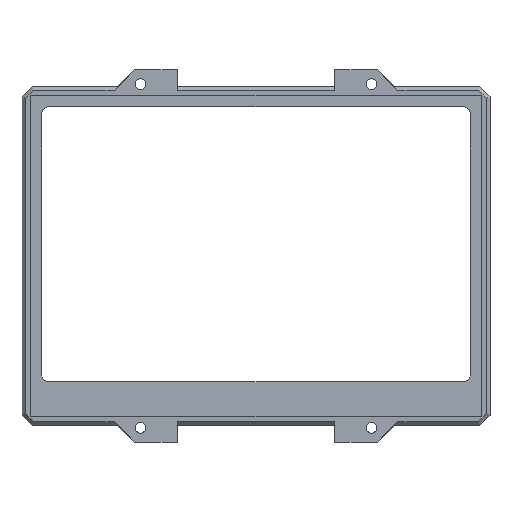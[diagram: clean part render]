
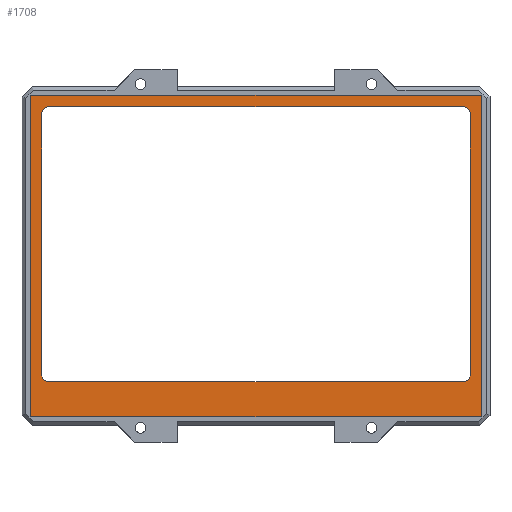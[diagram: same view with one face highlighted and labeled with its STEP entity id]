
A CAD part, top view. The second image highlights one B-rep face of the part: STEP entity #1708.
In plain terms, the highlighted planar face has unit normal (0, 0, 1).
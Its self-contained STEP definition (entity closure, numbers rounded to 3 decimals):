
#29=FACE_BOUND('',#294,.T.);
#50=CIRCLE('',#1728,1.);
#51=CIRCLE('',#1731,1.);
#72=CIRCLE('',#1830,1.);
#73=CIRCLE('',#1833,1.);
#180=FACE_OUTER_BOUND('',#293,.T.);
#293=EDGE_LOOP('',(#1519,#1520,#1521,#1522));
#294=EDGE_LOOP('',(#1523,#1524,#1525,#1526,#1527,#1528,#1529,#1530));
#314=LINE('',#2364,#514);
#317=LINE('',#2372,#517);
#471=LINE('',#2727,#671);
#475=LINE('',#2734,#675);
#478=LINE('',#2740,#678);
#480=LINE('',#2743,#680);
#489=LINE('',#2761,#689);
#491=LINE('',#2767,#691);
#514=VECTOR('',#1901,10.);
#517=VECTOR('',#1910,10.);
#671=VECTOR('',#2248,10.);
#675=VECTOR('',#2254,10.);
#678=VECTOR('',#2259,10.);
#680=VECTOR('',#2263,10.);
#689=VECTOR('',#2280,10.);
#691=VECTOR('',#2288,10.);
#711=VERTEX_POINT('',#2356);
#712=VERTEX_POINT('',#2358);
#713=VERTEX_POINT('',#2362);
#714=VERTEX_POINT('',#2366);
#715=VERTEX_POINT('',#2370);
#823=VERTEX_POINT('',#2724);
#824=VERTEX_POINT('',#2726);
#826=VERTEX_POINT('',#2732);
#828=VERTEX_POINT('',#2738);
#832=VERTEX_POINT('',#2755);
#833=VERTEX_POINT('',#2759);
#834=VERTEX_POINT('',#2763);
#860=EDGE_CURVE('',#711,#712,#50,.T.);
#863=EDGE_CURVE('',#713,#711,#314,.T.);
#865=EDGE_CURVE('',#714,#713,#51,.T.);
#867=EDGE_CURVE('',#715,#714,#317,.T.);
#1041=EDGE_CURVE('',#824,#823,#471,.T.);
#1045=EDGE_CURVE('',#823,#826,#475,.T.);
#1048=EDGE_CURVE('',#826,#828,#478,.T.);
#1050=EDGE_CURVE('',#828,#824,#480,.T.);
#1058=EDGE_CURVE('',#832,#715,#72,.T.);
#1060=EDGE_CURVE('',#833,#832,#489,.T.);
#1062=EDGE_CURVE('',#834,#833,#73,.T.);
#1063=EDGE_CURVE('',#712,#834,#491,.T.);
#1519=ORIENTED_EDGE('',*,*,#1041,.T.);
#1520=ORIENTED_EDGE('',*,*,#1045,.T.);
#1521=ORIENTED_EDGE('',*,*,#1048,.T.);
#1522=ORIENTED_EDGE('',*,*,#1050,.T.);
#1523=ORIENTED_EDGE('',*,*,#865,.F.);
#1524=ORIENTED_EDGE('',*,*,#867,.F.);
#1525=ORIENTED_EDGE('',*,*,#1058,.F.);
#1526=ORIENTED_EDGE('',*,*,#1060,.F.);
#1527=ORIENTED_EDGE('',*,*,#1062,.F.);
#1528=ORIENTED_EDGE('',*,*,#1063,.F.);
#1529=ORIENTED_EDGE('',*,*,#860,.F.);
#1530=ORIENTED_EDGE('',*,*,#863,.F.);
#1609=PLANE('',#1841);
#1708=ADVANCED_FACE('',(#180,#29),#1609,.F.);
#1728=AXIS2_PLACEMENT_3D('',#2359,#1895,#1896);
#1731=AXIS2_PLACEMENT_3D('',#2368,#1905,#1906);
#1830=AXIS2_PLACEMENT_3D('',#2757,#2275,#2276);
#1833=AXIS2_PLACEMENT_3D('',#2765,#2284,#2285);
#1841=AXIS2_PLACEMENT_3D('',#2777,#2304,#2305);
#1895=DIRECTION('center_axis',(0.,0.,1.));
#1896=DIRECTION('ref_axis',(-1.,0.,0.));
#1901=DIRECTION('',(-1.,0.,0.));
#1905=DIRECTION('center_axis',(0.,0.,1.));
#1906=DIRECTION('ref_axis',(0.,1.,0.));
#1910=DIRECTION('',(0.,1.,0.));
#2248=DIRECTION('',(-1.,0.,0.));
#2254=DIRECTION('',(0.,-1.,0.));
#2259=DIRECTION('',(1.,0.,0.));
#2263=DIRECTION('',(0.,1.,0.));
#2275=DIRECTION('center_axis',(0.,0.,1.));
#2276=DIRECTION('ref_axis',(1.,0.,0.));
#2280=DIRECTION('',(1.,0.,0.));
#2284=DIRECTION('center_axis',(0.,0.,1.));
#2285=DIRECTION('ref_axis',(0.,-1.,0.));
#2288=DIRECTION('',(0.,-1.,0.));
#2304=DIRECTION('center_axis',(0.,0.,-1.));
#2305=DIRECTION('ref_axis',(1.,0.,0.));
#2356=CARTESIAN_POINT('',(68.24,-44.38,-1.6));
#2358=CARTESIAN_POINT('',(67.24,-45.38,-1.6));
#2359=CARTESIAN_POINT('Origin',(68.24,-45.38,-1.6));
#2362=CARTESIAN_POINT('',(126.578,-44.38,-1.6));
#2364=CARTESIAN_POINT('',(126.578,-44.38,-1.6));
#2366=CARTESIAN_POINT('',(127.578,-45.38,-1.6));
#2368=CARTESIAN_POINT('Origin',(126.578,-45.38,-1.6));
#2370=CARTESIAN_POINT('',(127.578,-82.13,-1.6));
#2372=CARTESIAN_POINT('',(127.578,-82.13,-1.6));
#2724=CARTESIAN_POINT('',(65.64,-42.78,-1.6));
#2726=CARTESIAN_POINT('',(129.178,-42.78,-1.6));
#2727=CARTESIAN_POINT('',(81.525,-42.78,-1.6));
#2732=CARTESIAN_POINT('',(65.64,-88.03,-1.6));
#2734=CARTESIAN_POINT('',(65.64,-76.718,-1.6));
#2738=CARTESIAN_POINT('',(129.178,-88.03,-1.6));
#2740=CARTESIAN_POINT('',(113.294,-88.03,-1.6));
#2743=CARTESIAN_POINT('',(129.178,-54.093,-1.6));
#2755=CARTESIAN_POINT('',(126.578,-83.13,-1.6));
#2757=CARTESIAN_POINT('Origin',(126.578,-82.13,-1.6));
#2759=CARTESIAN_POINT('',(68.24,-83.13,-1.6));
#2761=CARTESIAN_POINT('',(68.24,-83.13,-1.6));
#2763=CARTESIAN_POINT('',(67.24,-82.13,-1.6));
#2765=CARTESIAN_POINT('Origin',(68.24,-82.13,-1.6));
#2767=CARTESIAN_POINT('',(67.24,-45.38,-1.6));
#2777=CARTESIAN_POINT('Origin',(97.409,-65.405,-1.6));
